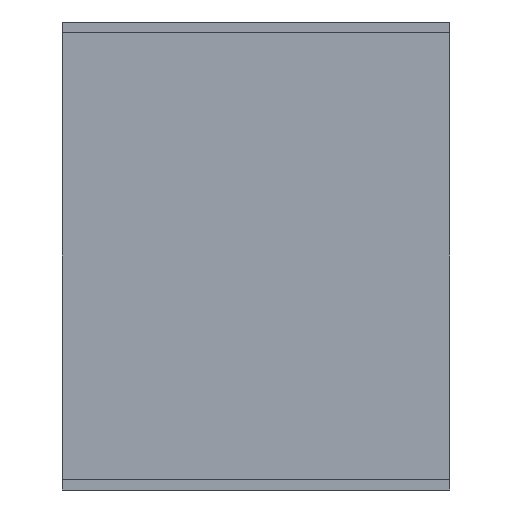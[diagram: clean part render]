
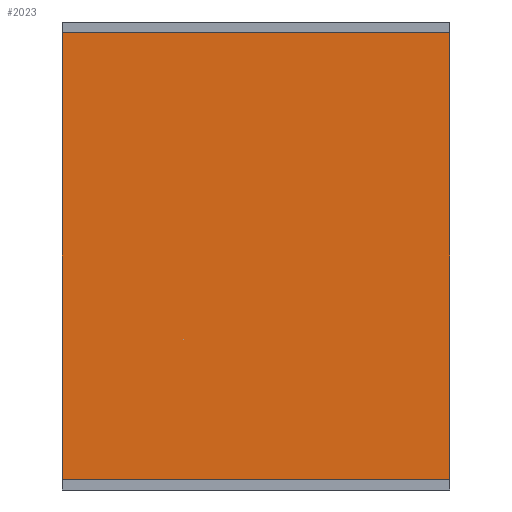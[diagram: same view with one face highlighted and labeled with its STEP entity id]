
A CAD part, left-side view. The second image highlights one B-rep face of the part: STEP entity #2023.
In plain terms, the highlighted planar face has unit normal (-1, 0, 0).
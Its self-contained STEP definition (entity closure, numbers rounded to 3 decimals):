
#181=PLANE('',#2199);
#299=FACE_OUTER_BOUND('',#417,.T.);
#417=EDGE_LOOP('',(#1873,#1874,#1875,#1876));
#649=LINE('',#3265,#897);
#653=LINE('',#3273,#901);
#656=LINE('',#3279,#904);
#659=LINE('',#3284,#907);
#897=VECTOR('',#2692,10.);
#901=VECTOR('',#2698,10.);
#904=VECTOR('',#2703,10.);
#907=VECTOR('',#2708,10.);
#1097=VERTEX_POINT('',#3263);
#1098=VERTEX_POINT('',#3264);
#1101=VERTEX_POINT('',#3272);
#1103=VERTEX_POINT('',#3278);
#1353=EDGE_CURVE('',#1097,#1098,#649,.T.);
#1357=EDGE_CURVE('',#1098,#1101,#653,.T.);
#1360=EDGE_CURVE('',#1101,#1103,#656,.T.);
#1363=EDGE_CURVE('',#1103,#1097,#659,.T.);
#1873=ORIENTED_EDGE('',*,*,#1363,.T.);
#1874=ORIENTED_EDGE('',*,*,#1353,.T.);
#1875=ORIENTED_EDGE('',*,*,#1357,.T.);
#1876=ORIENTED_EDGE('',*,*,#1360,.T.);
#2023=ADVANCED_FACE('',(#299),#181,.T.);
#2199=AXIS2_PLACEMENT_3D('',#3286,#2710,#2711);
#2692=DIRECTION('',(0.,0.,-1.));
#2698=DIRECTION('',(0.,-1.,0.));
#2703=DIRECTION('',(0.,0.,1.));
#2708=DIRECTION('',(0.,1.,0.));
#2710=DIRECTION('center_axis',(-1.,0.,0.));
#2711=DIRECTION('ref_axis',(0.,-1.,0.));
#3263=CARTESIAN_POINT('',(0.,580.,684.));
#3264=CARTESIAN_POINT('',(0.,580.,16.));
#3265=CARTESIAN_POINT('',(0.,580.,684.));
#3272=CARTESIAN_POINT('',(0.,0.,16.));
#3273=CARTESIAN_POINT('',(0.,580.,16.));
#3278=CARTESIAN_POINT('',(0.,0.,684.));
#3279=CARTESIAN_POINT('',(0.,0.,16.));
#3284=CARTESIAN_POINT('',(0.,0.,684.));
#3286=CARTESIAN_POINT('Origin',(0.,290.,350.));
